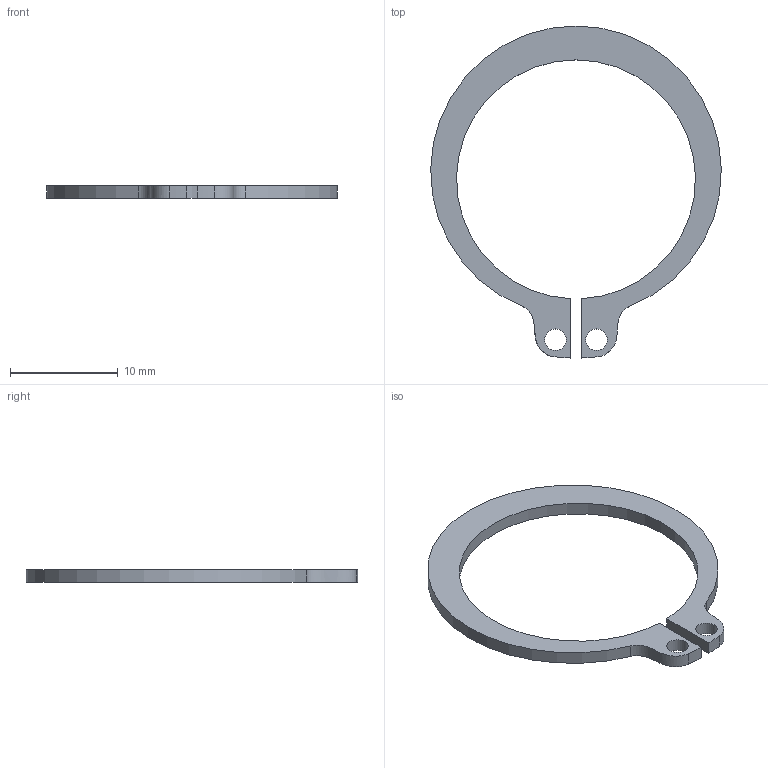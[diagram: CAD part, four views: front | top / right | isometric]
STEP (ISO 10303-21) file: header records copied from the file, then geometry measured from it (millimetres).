
FILE_DESCRIPTION(/* description */ (''),/* implementation_level */ '2;1');
FILE_NAME(/* name */ '73243-HEC-24-A2.step',/* time_stamp */ '2025-11-16T14:45:26Z',/* author */ (''),/* organization */ (''),/* preprocessor_version */ 'ST-DEVELOPER v20.1',/* originating_system */ 'Autodesk Translation Framework v14.21.0.0',/* authorisation */ '');
FILE_SCHEMA (('AUTOMOTIVE_DESIGN { 1 0 10303 214 3 1 1 }'));
Length unit declared in the file: millimetre
Products named in the file (1): 73243-HEC-24-A2
Bounding box: 27 x 30.84 x 1.2 mm (x, y, z)
Volume: 243.5 mm3; surface area: 624.3 mm2
Topology: 1 solids, 1 shells, 12 faces, 30 edges, 20 vertices
Faces by surface type: cylinder 6, plane 4, bspline 2
Full cylindrical faces by diameter (mm): 2 x2
Entity records: 554 total; most frequent: CARTESIAN_POINT 217, ORIENTED_EDGE 60, DIRECTION 60, EDGE_CURVE 30, AXIS2_PLACEMENT_3D 23, VERTEX_POINT 20, EDGE_LOOP 16, LINE 14
